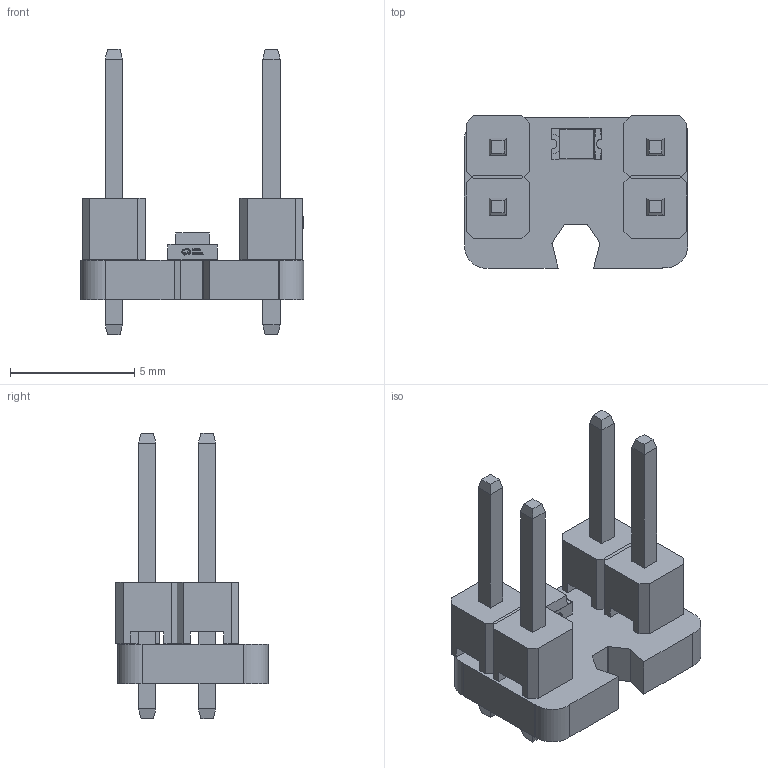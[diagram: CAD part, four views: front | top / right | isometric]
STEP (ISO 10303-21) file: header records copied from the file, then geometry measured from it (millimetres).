
FILE_DESCRIPTION(('Designed by EasyEDA Pro'),'2;1');
FILE_NAME('Open CASCADE Shape Model','2025-02-26T09:02:18',('Author'),( 'Open CASCADE'),'Open CASCADE STEP processor 7.8','Open CASCADE 7.8' ,'Unknown');
FILE_SCHEMA(('AUTOMOTIVE_DESIGN { 1 0 10303 214 1 1 1 1 }'));
Length unit declared in the file: millimetre
Products named in the file (9): hg0T-PCBModel; hg0T-TopTrack; hg0T-BottomTrack; hg0T-Board; hg0T-Top FPC Stiffener; hg0T-Bot FPC Stiffener; hg0T-J1-HDR-M-2.54_1X1; hg0T-U1-OPTO-SMD_L2.0-W1.3-RD; COMPOUND
Assembly tree (11 placements, depth 3):
  hg0T-PCBModel
    hg0T-TopTrack
    hg0T-BottomTrack
    hg0T-Board
    hg0T-Top FPC Stiffener
    hg0T-Bot FPC Stiffener
    hg0T-J1-HDR-M-2.54_1X1  x4
    hg0T-U1-OPTO-SMD_L2.0-W1.3-RD
      COMPOUND
Bounding box: 9 x 6.15 x 11.5 mm (x, y, z)
Volume: 153.8 mm3; surface area: 435.2 mm2
Topology: 11 solids, 11 shells, 1418 faces, 3826 edges, 2540 vertices
Faces by surface type: plane 877, bspline 504, cylinder 37
Entity records: 27446 total; most frequent: CARTESIAN_POINT 6991, ORIENTED_EDGE 3506, DIRECTION 2303, EDGE_CURVE 1753, LINE 1251, VECTOR 1251, VERTEX_POINT 1166, FACE_BOUND 705
